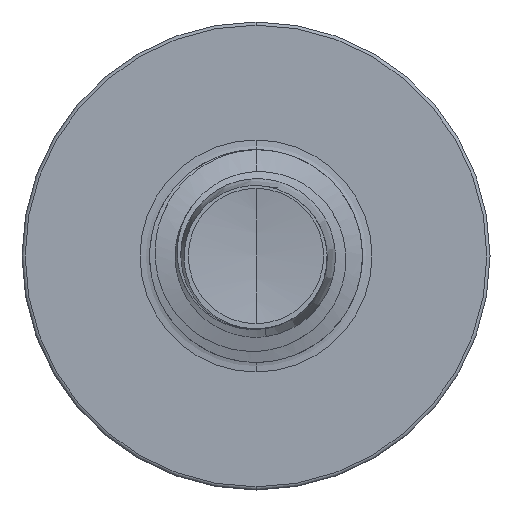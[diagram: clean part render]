
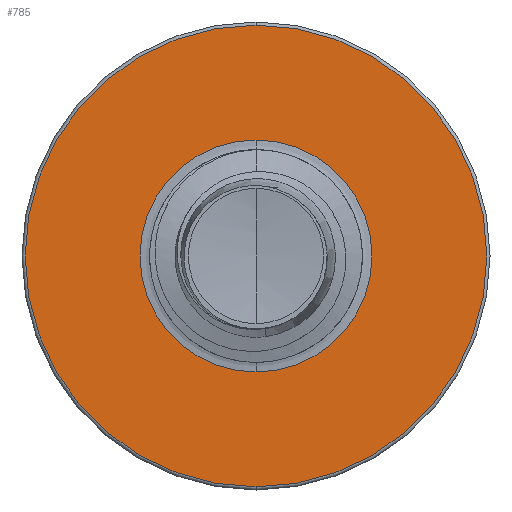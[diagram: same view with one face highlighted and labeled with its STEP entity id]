
A CAD part, front view. The second image highlights one B-rep face of the part: STEP entity #785.
In plain terms, the highlighted planar face has unit normal (0, -1, 0).
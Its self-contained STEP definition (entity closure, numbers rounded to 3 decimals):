
#538 = VERTEX_POINT ( 'NONE', #7847 ) ;
#581 = VERTEX_POINT ( 'NONE', #7763 ) ;
#605 = VERTEX_POINT ( 'NONE', #7683 ) ;
#755 = DIRECTION ( 'NONE',  ( 0., 0., 1. ) ) ;
#774 = DIRECTION ( 'NONE',  ( 0., 1., 0. ) ) ;
#785 = ADVANCED_FACE ( 'NONE', ( #4799, #3320 ), #7167, .F. ) ;
#790 = CARTESIAN_POINT ( 'NONE',  ( 0., 2.5, 0. ) ) ;
#1092 = VERTEX_POINT ( 'NONE', #5250 ) ;
#1254 = DIRECTION ( 'NONE',  ( 0., 0., 1. ) ) ;
#1270 = DIRECTION ( 'NONE',  ( 0., 1., 0. ) ) ;
#1271 = CARTESIAN_POINT ( 'NONE',  ( 0., 2.5, 0. ) ) ;
#1553 = EDGE_LOOP ( 'NONE', ( #8375, #8034 ) ) ;
#1937 = EDGE_CURVE ( 'NONE', #581, #605, #2113, .T. ) ;
#2113 = CIRCLE ( 'NONE', #7470, 2.713 ) ;
#2236 = AXIS2_PLACEMENT_3D ( 'NONE', #790, #774, #755 ) ;
#2253 = EDGE_CURVE ( 'NONE', #538, #1092, #4129, .T. ) ;
#2288 = CIRCLE ( 'NONE', #2236, 2.713 ) ;
#2410 = EDGE_LOOP ( 'NONE', ( #3316, #8300 ) ) ;
#2473 = DIRECTION ( 'NONE',  ( 0., 0., 1. ) ) ;
#2492 = DIRECTION ( 'NONE',  ( 0., 1., 0. ) ) ;
#2494 = CARTESIAN_POINT ( 'NONE',  ( 0., 2.5, 0. ) ) ;
#3316 = ORIENTED_EDGE ( 'NONE', *, *, #1937, .F. ) ;
#3320 = FACE_BOUND ( 'NONE', #1553, .T. ) ;
#3834 = CIRCLE ( 'NONE', #5521, 1.363 ) ;
#4098 = EDGE_CURVE ( 'NONE', #1092, #538, #3834, .T. ) ;
#4129 = CIRCLE ( 'NONE', #5879, 1.363 ) ;
#4158 = EDGE_CURVE ( 'NONE', #605, #581, #2288, .T. ) ;
#4799 = FACE_OUTER_BOUND ( 'NONE', #2410, .T. ) ;
#5250 = CARTESIAN_POINT ( 'NONE',  ( 0., 2.5, 1.363 ) ) ;
#5521 = AXIS2_PLACEMENT_3D ( 'NONE', #1271, #1270, #1254 ) ;
#5879 = AXIS2_PLACEMENT_3D ( 'NONE', #2494, #2492, #2473 ) ;
#7026 = DIRECTION ( 'NONE',  ( 0., 0., 1. ) ) ;
#7031 = DIRECTION ( 'NONE',  ( 0., 1., 0. ) ) ;
#7054 = CARTESIAN_POINT ( 'NONE',  ( 0., 2.5, -1.363 ) ) ;
#7167 = PLANE ( 'NONE',  #8928 ) ;
#7470 = AXIS2_PLACEMENT_3D ( 'NONE', #9856, #9942, #9886 ) ;
#7683 = CARTESIAN_POINT ( 'NONE',  ( 0., 2.5, -2.712 ) ) ;
#7763 = CARTESIAN_POINT ( 'NONE',  ( 0., 2.5, 2.713 ) ) ;
#7847 = CARTESIAN_POINT ( 'NONE',  ( 0., 2.5, -1.363 ) ) ;
#8034 = ORIENTED_EDGE ( 'NONE', *, *, #2253, .T. ) ;
#8300 = ORIENTED_EDGE ( 'NONE', *, *, #4158, .F. ) ;
#8375 = ORIENTED_EDGE ( 'NONE', *, *, #4098, .T. ) ;
#8928 = AXIS2_PLACEMENT_3D ( 'NONE', #7054, #7031, #7026 ) ;
#9856 = CARTESIAN_POINT ( 'NONE',  ( 0., 2.5, 0. ) ) ;
#9886 = DIRECTION ( 'NONE',  ( 0., 0., 1. ) ) ;
#9942 = DIRECTION ( 'NONE',  ( 0., 1., 0. ) ) ;
